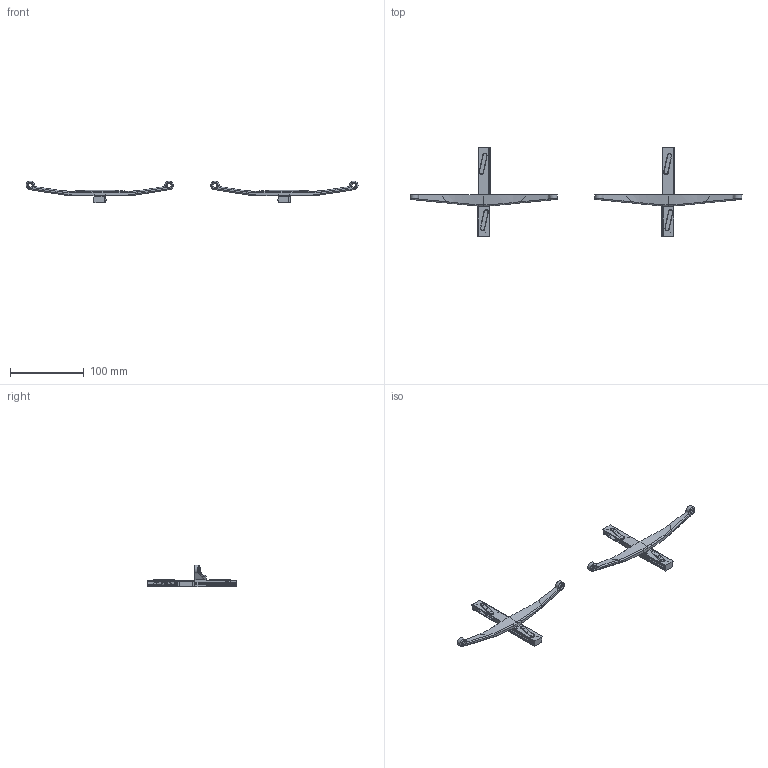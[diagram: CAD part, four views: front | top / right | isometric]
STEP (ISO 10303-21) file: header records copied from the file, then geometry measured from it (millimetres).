
FILE_DESCRIPTION (( 'STEP AP214' ), '1' );
FILE_NAME ('70213.STEP', '2021-03-03T08:28:33', ( '' ), ( '' ), 'SwSTEP 2.0', 'SolidWorks 2020', '' );
FILE_SCHEMA (( 'AUTOMOTIVE_DESIGN' ));
Length unit declared in the file: millimetre
Products named in the file (8): PE17009005_SOP_DISCO_ZERO; PE17009003_TAPA_SOP_ZERO_RevA; PE17009014_SOPORTE_ESTANTE_ZERO_RevF; PE17009003_TAPA_SOP_ZERO_RevB; PE17009022_SEGUR_ESTANTES_ZERO_RevA; PE17009027_TAPA_PLAST_ACCE_ZERO_RevB; 70213; PE17009J01_SEGURIDAD_ESTANTES_ZERO_RevB_SIN PERFIL
Assembly tree (12 placements, depth 3):
  70213
    PE17009003_TAPA_SOP_ZERO_RevA  x2
    PE17009014_SOPORTE_ESTANTE_ZERO_RevF  x2
    PE17009027_TAPA_PLAST_ACCE_ZERO_RevB  x2
    PE17009J01_SEGURIDAD_ESTANTES_ZERO_RevB_SIN PERFIL  x2
      PE17009022_SEGUR_ESTANTES_ZERO_RevA
      PE17009003_TAPA_SOP_ZERO_RevB
      PE17009005_SOP_DISCO_ZERO
      PE17009027_TAPA_PLAST_ACCE_ZERO_RevB
Bounding box: 449.6 x 120.08 x 29.51 mm (x, y, z)
Volume: 35510 mm3; surface area: 35482.7 mm2
Topology: 14 solids, 14 shells, 2236 faces, 5640 edges, 3438 vertices
Faces by surface type: bspline 714, cylinder 554, plane 504, cone 194, sphere 138, torus 132
Entity records: 38624 total; most frequent: CARTESIAN_POINT 16633, ORIENTED_EDGE 5104, DIRECTION 3621, EDGE_CURVE 2552, VERTEX_POINT 1577, AXIS2_PLACEMENT_3D 1288, EDGE_LOOP 1075, LINE 1045
